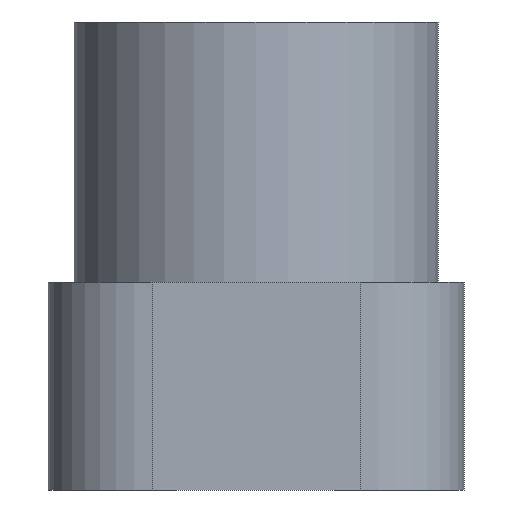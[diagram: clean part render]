
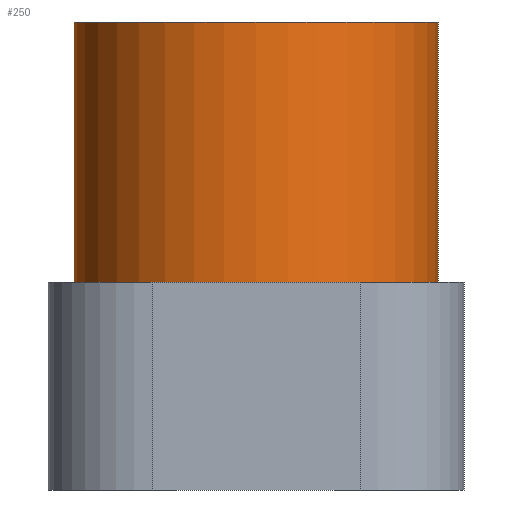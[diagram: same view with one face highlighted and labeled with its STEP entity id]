
A CAD part, front view. The second image highlights one B-rep face of the part: STEP entity #250.
In plain terms, the highlighted cylindrical face has radius 7 mm (diameter 14 mm), a full revolution.
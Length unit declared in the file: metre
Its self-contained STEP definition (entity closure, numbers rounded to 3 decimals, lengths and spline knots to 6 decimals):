
#66=ORIENTED_EDGE('',*,*,#134,.F.);
#67=ORIENTED_EDGE('',*,*,#135,.T.);
#134=EDGE_CURVE('',#168,#168,#192,.T.);
#135=EDGE_CURVE('',#169,#169,#193,.T.);
#168=VERTEX_POINT('',#390);
#169=VERTEX_POINT('',#392);
#192=CIRCLE('',#280,0.007);
#193=CIRCLE('',#281,0.007);
#204=EDGE_LOOP('',(#66));
#205=EDGE_LOOP('',(#67));
#224=FACE_BOUND('',#204,.T.);
#225=FACE_BOUND('',#205,.T.);
#244=CYLINDRICAL_SURFACE('',#279,0.007);
#250=ADVANCED_FACE('',(#224,#225),#244,.T.);
#279=AXIS2_PLACEMENT_3D('',#388,#309,#310);
#280=AXIS2_PLACEMENT_3D('',#389,#311,#312);
#281=AXIS2_PLACEMENT_3D('',#391,#313,#314);
#309=DIRECTION('',(0.,0.,1.));
#310=DIRECTION('',(1.,0.,0.));
#311=DIRECTION('',(0.,0.,-1.));
#312=DIRECTION('',(-1.,0.,0.));
#313=DIRECTION('',(0.,0.,-1.));
#314=DIRECTION('',(-1.,0.,0.));
#388=CARTESIAN_POINT('',(0.08187,-0.04518,-0.004));
#389=CARTESIAN_POINT('',(0.08187,-0.04518,-0.004));
#390=CARTESIAN_POINT('',(0.07487,-0.04518,-0.004));
#391=CARTESIAN_POINT('',(0.08187,-0.04518,0.006));
#392=CARTESIAN_POINT('',(0.07487,-0.04518,0.006));
